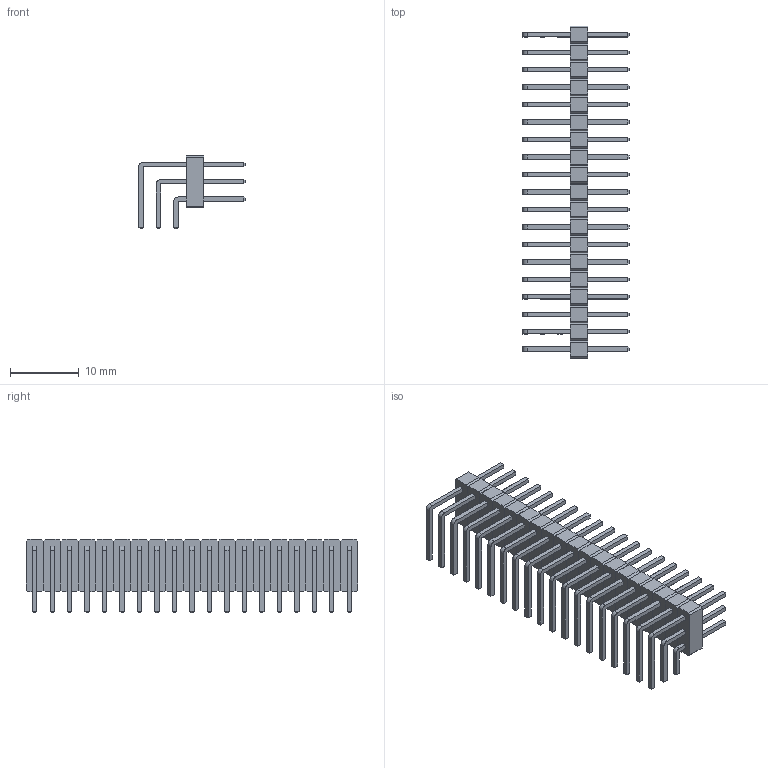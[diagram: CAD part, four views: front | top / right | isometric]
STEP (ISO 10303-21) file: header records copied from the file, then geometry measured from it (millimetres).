
FILE_DESCRIPTION(('FreeCAD Model'),'2;1');
FILE_NAME('Open CASCADE Shape Model','2022-01-07T04:51:02',( 'kicad StepUp'),('ksu MCAD'),'Open CASCADE STEP processor 7.5', 'FreeCAD','Unknown');
FILE_SCHEMA(('AUTOMOTIVE_DESIGN { 1 0 10303 214 1 1 1 1 }'));
Length unit declared in the file: millimetre
Products named in the file (1): PinHeader_3x19_P2.54mm_Horizontal
Bounding box: 15.44 x 48.26 x 10.62 mm (x, y, z)
Volume: 1314.9 mm3; surface area: 4830.3 mm2
Topology: 76 solids, 76 shells, 1387 faces, 3249 edges, 2014 vertices
Faces by surface type: plane 1330, cylinder 57
Entity records: 48775 total; most frequent: CARTESIAN_POINT 6651, ORIENTED_EDGE 6498, DIRECTION 6139, EDGE_CURVE 3249, LINE 3135, VECTOR 3135, VERTEX_POINT 2014, AXIS2_PLACEMENT_3D 1502
